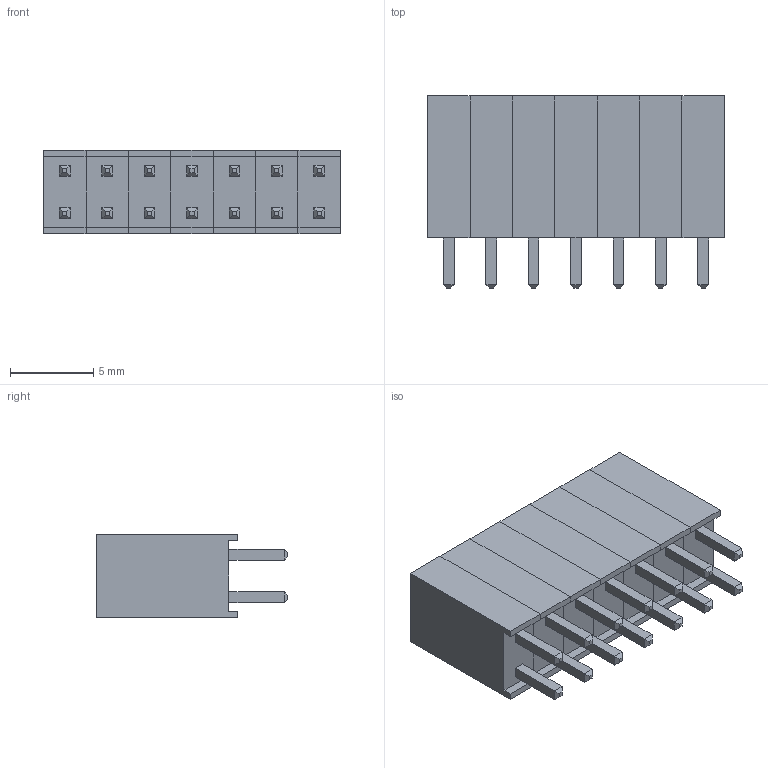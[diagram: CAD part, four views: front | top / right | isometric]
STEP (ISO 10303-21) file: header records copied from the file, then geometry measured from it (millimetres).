
FILE_DESCRIPTION (( 'STEP AP214' ), '1' );
FILE_NAME ('DS-1023-14.STEP', '2019-07-10T22:34:01', ( '' ), ( '' ), 'SwSTEP 2.0', 'SolidWorks 2018', '' );
FILE_SCHEMA (( 'AUTOMOTIVE_DESIGN' ));
Length unit declared in the file: millimetre
Products named in the file (1): DS-1023-14
Bounding box: 17.78 x 11.5 x 5 mm (x, y, z)
Volume: 703.4 mm3; surface area: 1311.9 mm2
Topology: 7 solids, 7 shells, 322 faces, 728 edges, 448 vertices
Faces by surface type: plane 322
Entity records: 12286 total; most frequent: CARTESIAN_POINT 1499, ORIENTED_EDGE 1456, DIRECTION 1374, EDGE_CURVE 728, LINE 728, VECTOR 728, VERTEX_POINT 448, EDGE_LOOP 350
